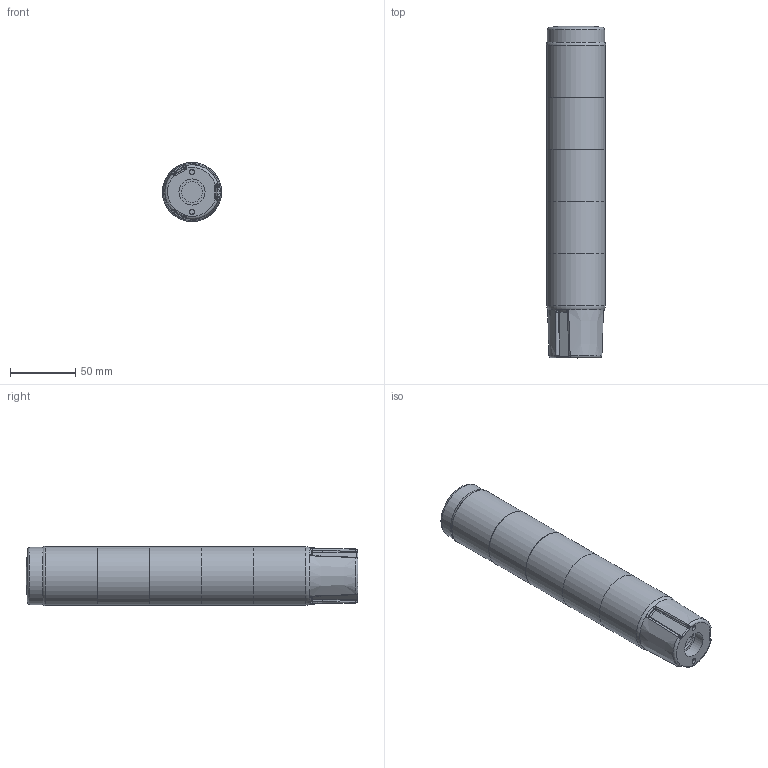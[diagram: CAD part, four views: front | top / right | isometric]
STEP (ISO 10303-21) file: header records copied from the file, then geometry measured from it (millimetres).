
FILE_DESCRIPTION(/* description */ (''),/* implementation_level */ '2;1');
FILE_NAME(/* name */ 'FAL5YB 95632-T1_01.stp',/* time_stamp */ '2017-11-07T19:19:27+01:00',/* author */ ('Davide'),/* organization */ (''),/* preprocessor_version */ 'ST-DEVELOPER v16.1',/* originating_system */ 'Autodesk Inventor 2016',/* authorisation */ '');
FILE_SCHEMA (('AUTOMOTIVE_DESIGN { 1 0 10303 214 3 1 1 }'));
Length unit declared in the file: millimetre
Products named in the file (8): S450-Grey colonna; S450-Green; S450-Red; S450-Coperchio Black; S450-Orange; S450-Blue; S450-White; FAL5YB 95632-T1_01
Assembly tree (7 placements, depth 2):
  FAL5YB 95632-T1_01
    S450-Grey colonna
    S450-Green
    S450-Red
    S450-Coperchio Black
    S450-Orange
    S450-Blue
    S450-White
Bounding box: 45.5 x 254.66 x 45.5 mm (x, y, z)
Volume: 124828.7 mm3; surface area: 92959.8 mm2
Topology: 7 solids, 7 shells, 159 faces, 325 edges, 195 vertices
Faces by surface type: plane 55, cylinder 44, bspline 38, torus 10, sphere 8, cone 4
Full cylindrical faces by diameter (mm): 4 x2, 16 x1, 20 x1, 24 x1, 33 x5, 39 x10, 41 x1, 44 x1, 45 x5
Entity records: 18767 total; most frequent: CARTESIAN_POINT 15524, DIRECTION 603, ORIENTED_EDGE 570, EDGE_CURVE 285, AXIS2_PLACEMENT_3D 272, EDGE_LOOP 216, VERTEX_POINT 191, FACE_OUTER_BOUND 159
